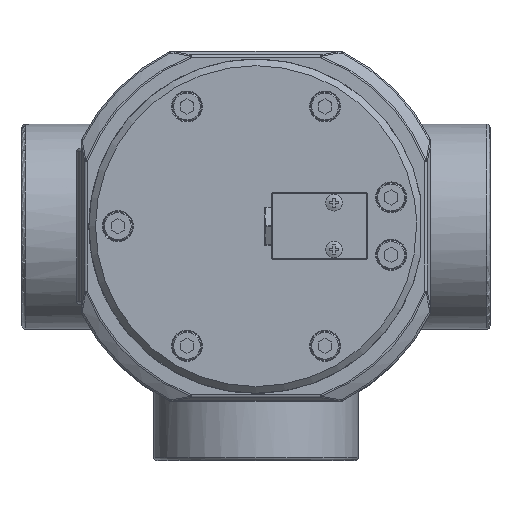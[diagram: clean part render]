
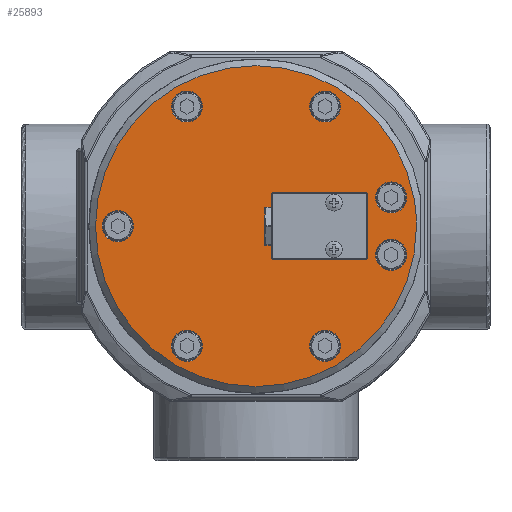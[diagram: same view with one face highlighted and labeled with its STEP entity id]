
A CAD part, top view. The second image highlights one B-rep face of the part: STEP entity #25893.
In plain terms, the highlighted planar face has unit normal (0, 0, 1).
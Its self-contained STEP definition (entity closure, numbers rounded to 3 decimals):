
#1151=LINE('',#37259,#2074);
#1152=LINE('',#37261,#2075);
#1153=LINE('',#37263,#2076);
#1154=LINE('',#37265,#2077);
#2074=VECTOR('',#30608,1000.);
#2075=VECTOR('',#30611,1000.);
#2076=VECTOR('',#30614,1000.);
#2077=VECTOR('',#30617,1000.);
#2815=PLANE('',#27375);
#4482=ORIENTED_EDGE('',*,*,#8630,.T.);
#4483=ORIENTED_EDGE('',*,*,#8629,.T.);
#4484=ORIENTED_EDGE('',*,*,#8628,.T.);
#4485=ORIENTED_EDGE('',*,*,#8627,.T.);
#4486=ORIENTED_EDGE('',*,*,#8626,.T.);
#4487=ORIENTED_EDGE('',*,*,#8625,.T.);
#4488=ORIENTED_EDGE('',*,*,#8624,.T.);
#4489=ORIENTED_EDGE('',*,*,#8623,.T.);
#4490=ORIENTED_EDGE('',*,*,#8622,.T.);
#4491=ORIENTED_EDGE('',*,*,#8621,.T.);
#4492=ORIENTED_EDGE('',*,*,#8620,.T.);
#4493=ORIENTED_EDGE('',*,*,#8639,.T.);
#8620=EDGE_CURVE('',#10846,#10846,#12145,.F.);
#8621=EDGE_CURVE('',#10847,#10847,#12146,.F.);
#8622=EDGE_CURVE('',#10848,#10848,#12147,.F.);
#8623=EDGE_CURVE('',#10849,#10849,#12148,.F.);
#8624=EDGE_CURVE('',#10850,#10850,#12149,.F.);
#8625=EDGE_CURVE('',#10851,#10851,#12150,.F.);
#8626=EDGE_CURVE('',#10852,#10852,#12151,.F.);
#8627=EDGE_CURVE('',#10834,#10836,#1151,.T.);
#8628=EDGE_CURVE('',#10835,#10834,#1152,.T.);
#8629=EDGE_CURVE('',#10837,#10835,#1153,.T.);
#8630=EDGE_CURVE('',#10836,#10837,#1154,.T.);
#8639=EDGE_CURVE('',#10861,#10861,#12160,.T.);
#10834=VERTEX_POINT('',#37194);
#10835=VERTEX_POINT('',#37200);
#10836=VERTEX_POINT('',#37212);
#10837=VERTEX_POINT('',#37216);
#10846=VERTEX_POINT('',#37239);
#10847=VERTEX_POINT('',#37242);
#10848=VERTEX_POINT('',#37245);
#10849=VERTEX_POINT('',#37248);
#10850=VERTEX_POINT('',#37251);
#10851=VERTEX_POINT('',#37254);
#10852=VERTEX_POINT('',#37257);
#10861=VERTEX_POINT('',#37292);
#12145=CIRCLE('',#27342,6.95);
#12146=CIRCLE('',#27344,6.95);
#12147=CIRCLE('',#27346,6.95);
#12148=CIRCLE('',#27348,6.95);
#12149=CIRCLE('',#27350,6.95);
#12150=CIRCLE('',#27352,6.95);
#12151=CIRCLE('',#27354,6.95);
#12160=CIRCLE('',#27376,72.);
#13575=EDGE_LOOP('',(#4482,#4483,#4484,#4485));
#13576=EDGE_LOOP('',(#4486));
#13577=EDGE_LOOP('',(#4487));
#13578=EDGE_LOOP('',(#4488));
#13579=EDGE_LOOP('',(#4489));
#13580=EDGE_LOOP('',(#4490));
#13581=EDGE_LOOP('',(#4491));
#13582=EDGE_LOOP('',(#4492));
#13583=EDGE_LOOP('',(#4493));
#15278=FACE_BOUND('',#13575,.T.);
#15279=FACE_BOUND('',#13576,.T.);
#15280=FACE_BOUND('',#13577,.T.);
#15281=FACE_BOUND('',#13578,.T.);
#15282=FACE_BOUND('',#13579,.T.);
#15283=FACE_BOUND('',#13580,.T.);
#15284=FACE_BOUND('',#13581,.T.);
#15285=FACE_BOUND('',#13582,.T.);
#15286=FACE_BOUND('',#13583,.T.);
#25893=ADVANCED_FACE('',(#15278,#15279,#15280,#15281,#15282,#15283,#15284,
#15285,#15286),#2815,.T.);
#27342=AXIS2_PLACEMENT_3D('',#37238,#30580,#30581);
#27344=AXIS2_PLACEMENT_3D('',#37241,#30584,#30585);
#27346=AXIS2_PLACEMENT_3D('',#37244,#30588,#30589);
#27348=AXIS2_PLACEMENT_3D('',#37247,#30592,#30593);
#27350=AXIS2_PLACEMENT_3D('',#37250,#30596,#30597);
#27352=AXIS2_PLACEMENT_3D('',#37253,#30600,#30601);
#27354=AXIS2_PLACEMENT_3D('',#37256,#30604,#30605);
#27375=AXIS2_PLACEMENT_3D('',#37290,#30650,#30651);
#27376=AXIS2_PLACEMENT_3D('',#37291,#30652,#30653);
#30580=DIRECTION('',(0.,0.,1.));
#30581=DIRECTION('',(1.,0.,0.));
#30584=DIRECTION('',(0.,0.,1.));
#30585=DIRECTION('',(1.,0.,0.));
#30588=DIRECTION('',(0.,0.,1.));
#30589=DIRECTION('',(1.,0.,0.));
#30592=DIRECTION('',(0.,0.,1.));
#30593=DIRECTION('',(1.,0.,0.));
#30596=DIRECTION('',(0.,0.,1.));
#30597=DIRECTION('',(1.,0.,0.));
#30600=DIRECTION('',(0.,0.,1.));
#30601=DIRECTION('',(1.,0.,0.));
#30604=DIRECTION('',(0.,0.,1.));
#30605=DIRECTION('',(1.,0.,0.));
#30608=DIRECTION('',(-1.,0.,0.));
#30611=DIRECTION('',(0.,-1.,0.));
#30614=DIRECTION('',(1.,0.,0.));
#30617=DIRECTION('',(0.,1.,0.));
#30650=DIRECTION('',(0.,0.,1.));
#30651=DIRECTION('',(1.,0.,0.));
#30652=DIRECTION('',(0.,0.,1.));
#30653=DIRECTION('',(1.,0.,0.));
#37194=CARTESIAN_POINT('',(49.7,-14.7,120.25));
#37200=CARTESIAN_POINT('',(49.7,14.7,120.25));
#37212=CARTESIAN_POINT('',(7.3,-14.7,120.25));
#37216=CARTESIAN_POINT('',(7.3,14.7,120.25));
#37238=CARTESIAN_POINT('',(-31.,53.694,120.25));
#37239=CARTESIAN_POINT('',(-24.05,53.694,120.25));
#37241=CARTESIAN_POINT('',(31.,53.694,120.25));
#37242=CARTESIAN_POINT('',(37.95,53.694,120.25));
#37244=CARTESIAN_POINT('',(60.645,12.891,120.25));
#37245=CARTESIAN_POINT('',(67.595,12.891,120.25));
#37247=CARTESIAN_POINT('',(60.645,-12.891,120.25));
#37248=CARTESIAN_POINT('',(67.595,-12.891,120.25));
#37250=CARTESIAN_POINT('',(31.,-53.694,120.25));
#37251=CARTESIAN_POINT('',(37.95,-53.694,120.25));
#37253=CARTESIAN_POINT('',(-31.,-53.694,120.25));
#37254=CARTESIAN_POINT('',(-24.05,-53.694,120.25));
#37256=CARTESIAN_POINT('',(-62.,0.,120.25));
#37257=CARTESIAN_POINT('',(-55.05,0.,120.25));
#37259=CARTESIAN_POINT('',(7.,-14.7,120.25));
#37261=CARTESIAN_POINT('',(49.7,-15.,120.25));
#37263=CARTESIAN_POINT('',(50.,14.7,120.25));
#37265=CARTESIAN_POINT('',(7.3,15.,120.25));
#37290=CARTESIAN_POINT('',(0.,0.,120.25));
#37291=CARTESIAN_POINT('',(0.,0.,120.25));
#37292=CARTESIAN_POINT('',(72.,0.,120.25));
